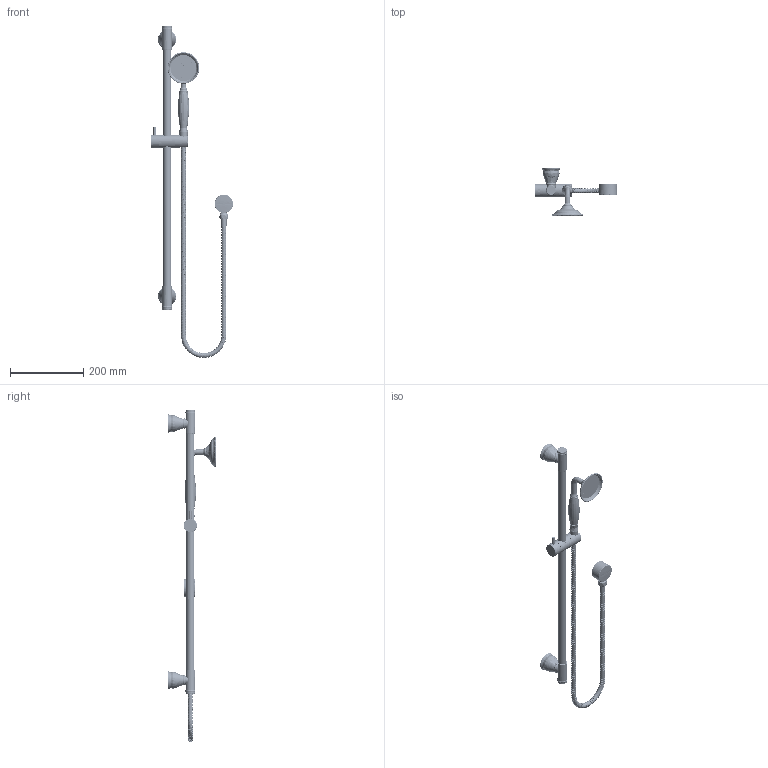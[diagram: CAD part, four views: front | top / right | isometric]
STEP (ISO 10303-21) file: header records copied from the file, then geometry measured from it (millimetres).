
FILE_DESCRIPTION(/* description */ (''),/* implementation_level */ '2;1');
FILE_NAME(/* name */ 'STEP - MV1112_2266820',/* time_stamp */ '2024-05-16T08:29:36+10:00',/* author */ (''),/* organization */ (''),/* preprocessor_version */ 'ST-DEVELOPER v16.5',/* originating_system */ 'Rhino 7.23',/* authorisation */ '');
FILE_SCHEMA (('AUTOMOTIVE_DESIGN'));
Length unit declared in the file: millimetre
Products named in the file (42): Document; MV1112; PM4X4 �����ƽ����˿; M03047Q 19.5x15x2.5��Ƭ; 17T2 17x2 O��Ȧ-D14; SJA7003C  PC��˹̶���; M7050C MV�����; 51022CA 22��ͭ��; 50058C 22�ܻ���������; 50063P 3328���ϵ�Ƭ; PM5X12 �����ƽ����˿; 50060C 22�ܻ����ֱ�; ; JM4X4 ����Ǽ�ͷ��˿; 50059C 22�ܻ��׻���ͷ; 50057C 723����ֱ�; 50062P 22�ܻ�������Ƕ�; 50056P 1005���ϵ�Ƭ; SM5x15 ʮ��Բͷ��˿; YM8X9 \X2\FFFDFFFDFFFDFFFDFFFD0532FFFDFFFD0377FFFDFFFD
; PM5X6 �����ƽ����˿; 07-127 A18-9L��ɫ��ˮƬ(18.5
X9.5); L08004C 50Բ������ͷ; SJA7001C  PCԲ��˹̶�ͷ; �����ԡ��; 22x2 O��Ȧ ˫�۹ܽ�ͷ; 19X14X2.2ƽ��Ƭ; ˫����ԡ�ܸ���; ; ˫�۹ܽ�ͷ; ��ԡ˫�۹�-���; ���������ñ; 06-123 HT037ŷʽ�ֳ�; ŷʽ�ֳ��մ��ֱ�; HPŷʽ�ֳֽ�ͷ; HPŷʽ�ֳֳ�ˮ��ͷ; HPŷʽ�ֳֻ���ͷ; SJA7002TA 22��˹�; HJM7001C  MV22��M18X1��ͷ; LSA7001C 22650Բ��˹� ...
Assembly tree (51 placements, depth 4):
  Document
    MV1112
      PM4X4 �����ƽ����˿  x2
      M03047Q 19.5x15x2.5��Ƭ
      17T2 17x2 O��Ȧ-D14  x2
      SJA7003C  PC��˹̶���  x2
      M7050C MV�����  x2
      51022CA 22��ͭ��
        50058C 22�ܻ���������
        50063P 3328���ϵ�Ƭ  x2
        PM5X12 �����ƽ����˿
        50060C 22�ܻ����ֱ�
  
        JM4X4 ����Ǽ�ͷ��˿
        50059C 22�ܻ��׻���ͷ
        50057C 723����ֱ�
        50062P 22�ܻ�������Ƕ�  x2
        50056P 1005���ϵ�Ƭ
        SM5x15 ʮ��Բͷ��˿
      YM8X9 \X2\FFFDFFFDFFFDFFFDFFFD0532FFFDFFFD0377FFFDFFFD
  x2
      PM5X6 �����ƽ����˿  x2
      07-127 A18-9L��ɫ��ˮƬ(18.5
X9.5)
      L08004C 50Բ������ͷ
      SJA7001C  PCԲ��˹̶�ͷ  x2
      �����ԡ��
        22x2 O��Ȧ ˫�۹ܽ�ͷ
        19X14X2.2ƽ��Ƭ
        ˫����ԡ�ܸ���
  
        ˫�۹ܽ�ͷ
        ��ԡ˫�۹�-���
        ���������ñ
      06-123 HT037ŷʽ�ֳ�
        ŷʽ�ֳ��մ��ֱ�
        HPŷʽ�ֳֽ�ͷ
        HPŷʽ�ֳֳ�ˮ��ͷ
        HPŷʽ�ֳֻ���ͷ
      SJA7002TA 22��˹�
        HJM7001C  MV22��M18X1��ͷ  x2
        LSA7001C 22650Բ��˹�
      10T1.9 10x1.9 O��Ȧ
      L08003C  50Բ����� D50H30
Bounding box: 223.8 x 129.09 x 905.48 mm (x, y, z)
Volume: 414460.6 mm3; surface area: 347849.8 mm2
Topology: 49 solids, 49 shells, 2401 faces, 6269 edges, 3944 vertices
Faces by surface type: cylinder 1313, bspline 778, plane 310
Entity records: 388195 total; most frequent: CARTESIAN_POINT 354578, ORIENTED_EDGE 10344, EDGE_CURVE 5172, VERTEX_POINT 3346, B_SPLINE_CURVE_WITH_KNOTS 2576, EDGE_LOOP 2248, ADVANCED_FACE 2046, FACE_OUTER_BOUND 2046
